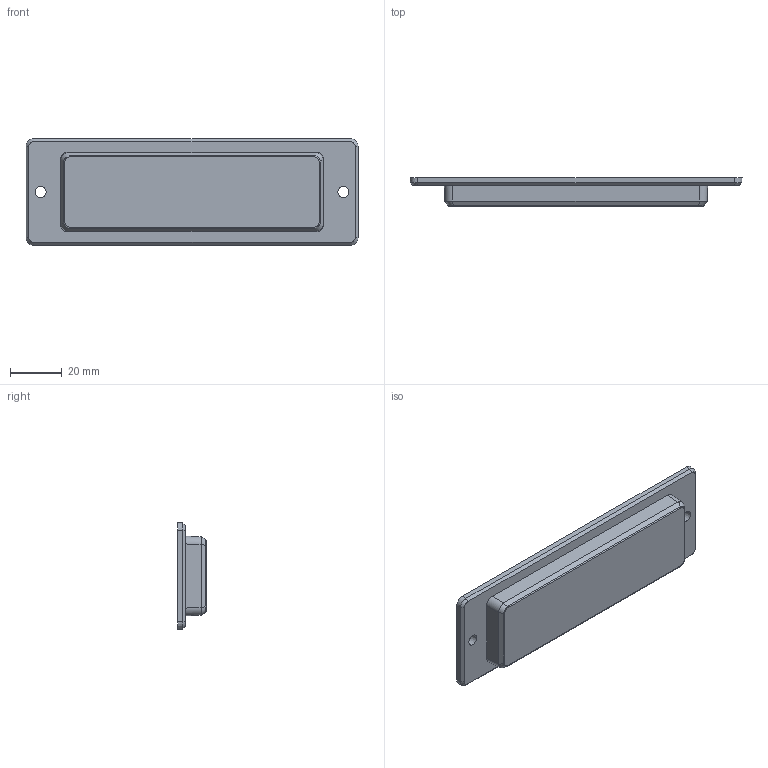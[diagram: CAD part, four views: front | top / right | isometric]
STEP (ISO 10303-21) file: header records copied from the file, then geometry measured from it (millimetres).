
FILE_DESCRIPTION((''),'2;1');
FILE_NAME('CAD1430_DECKEL_UNTERPUTZ_','2011-12-09T',('pfolte'),(''),'PRO/ENGINEER BY PARAMETRIC TECHNOLOGY CORPORATION, 2007250','PRO/ENGINEER BY PARAMETRIC TECHNOLOGY CORPORATION, 2007250','');
FILE_SCHEMA(('CONFIG_CONTROL_DESIGN'));
Length unit declared in the file: millimetre
Products named in the file (1): CAD1430_DECKEL_UNTERPUTZ_
Bounding box: 128.4 x 11 x 41.2 mm (x, y, z)
Volume: 39943.6 mm3; surface area: 13132 mm2
Topology: 1 solids, 1 shells, 47 faces, 116 edges, 72 vertices
Faces by surface type: plane 19, cylinder 12, cone 12, bspline 4
Entity records: 2031 total; most frequent: CARTESIAN_POINT 513, ORIENTED_EDGE 232, DIRECTION 206, PRESENTATION_STYLE_ASSIGNMENT 117, STYLED_ITEM 117, CURVE_STYLE 116, EDGE_CURVE 116, VERTEX_POINT 72
